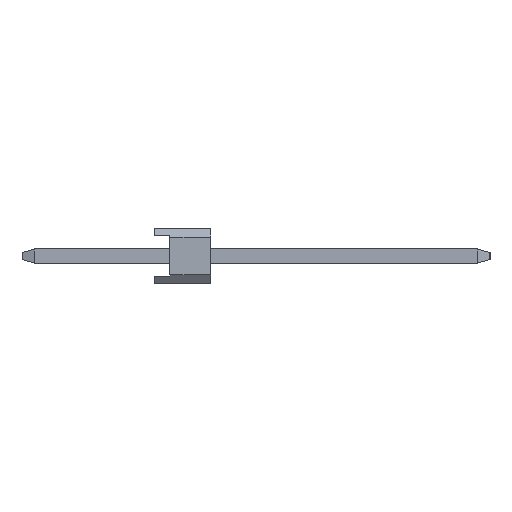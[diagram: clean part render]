
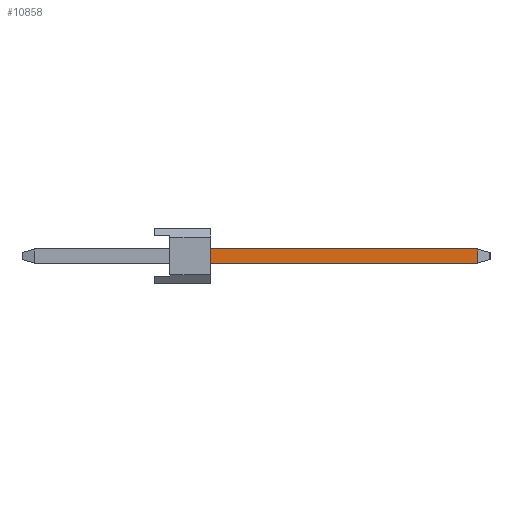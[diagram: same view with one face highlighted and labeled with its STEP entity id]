
A CAD part, left-side view. The second image highlights one B-rep face of the part: STEP entity #10858.
In plain terms, the highlighted planar face has unit normal (-1, 0, 0).
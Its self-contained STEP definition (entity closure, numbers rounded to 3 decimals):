
#9134=VERTEX_POINT('',#19671);
#10766=EDGE_CURVE('',#14590,#9134,#21470,.T.);
#10858=ADVANCED_FACE('',(#21573),#21574,.T.);
#11178=VERTEX_POINT('',#21920);
#11758=EDGE_CURVE('',#11178,#13932,#22556,.T.);
#13932=VERTEX_POINT('',#25024);
#13994=EDGE_CURVE('',#9134,#11178,#25089,.T.);
#14310=EDGE_CURVE('',#13932,#14590,#25435,.T.);
#14590=VERTEX_POINT('',#25740);
#19671=CARTESIAN_POINT('',(-40.96,-14.594,0.32));
#21470=LINE('',#35494,#35495);
#21573=FACE_OUTER_BOUND('',#35636,.T.);
#21574=PLANE('',#35637);
#21920=CARTESIAN_POINT('',(-40.96,-14.594,-0.32));
#22556=LINE('',#37062,#37063);
#25024=CARTESIAN_POINT('',(-40.96,-2.54,-0.32));
#25089=LINE('',#40691,#40692);
#25435=LINE('',#41195,#41196);
#25740=CARTESIAN_POINT('',(-40.96,-2.54,0.32));
#35494=CARTESIAN_POINT('',(-40.96,-4.59,0.32));
#35495=VECTOR('',#48546,1.0);
#35636=EDGE_LOOP('',(#48663,#48664,#48665,#48666));
#35637=AXIS2_PLACEMENT_3D('',#48667,#48668,#48669);
#37062=CARTESIAN_POINT('',(-40.96,5.414,-0.32));
#37063=VECTOR('',#49561,1.0);
#40691=CARTESIAN_POINT('',(-40.96,-14.594,0.5));
#40692=VECTOR('',#52801,1.0);
#41195=CARTESIAN_POINT('',(-40.96,-2.54,0.252));
#41196=VECTOR('',#53134,1.0);
#48546=DIRECTION('',(0.,-1.0,0.));
#48663=ORIENTED_EDGE('',*,*,#14310,.F.);
#48664=ORIENTED_EDGE('',*,*,#11758,.F.);
#48665=ORIENTED_EDGE('',*,*,#13994,.F.);
#48666=ORIENTED_EDGE('',*,*,#10766,.F.);
#48667=CARTESIAN_POINT('',(-40.96,5.414,0.5));
#48668=DIRECTION('',(-1.0,0.,0.));
#48669=DIRECTION('',(0.,1.0,0.));
#49561=DIRECTION('',(0.,1.0,0.));
#52801=DIRECTION('',(0.0,0.,-1.0));
#53134=DIRECTION('',(0.,0.,1.0));
